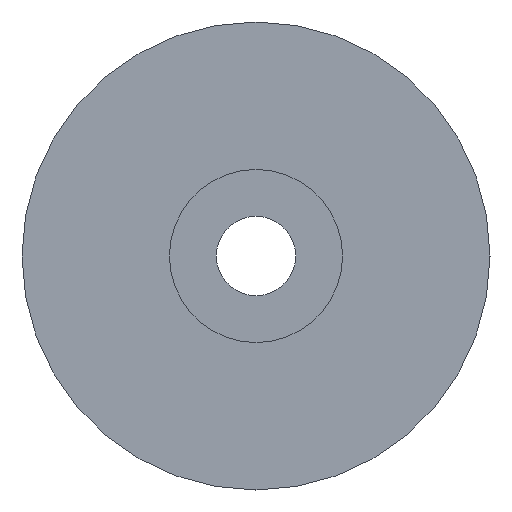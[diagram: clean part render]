
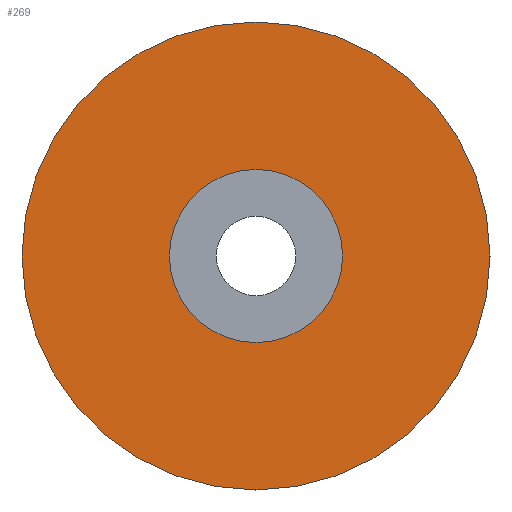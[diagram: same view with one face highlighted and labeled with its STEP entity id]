
A CAD part, left-side view. The second image highlights one B-rep face of the part: STEP entity #269.
In plain terms, the highlighted planar face has unit normal (-1, 0, 0).
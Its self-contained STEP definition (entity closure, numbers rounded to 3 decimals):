
#25 = DIRECTION ( 'NONE',  ( -1., 0., 0. ) ) ;
#59 = DIRECTION ( 'NONE',  ( -1., 0., 0. ) ) ;
#73 = ORIENTED_EDGE ( 'NONE', *, *, #90, .F. ) ;
#77 = CARTESIAN_POINT ( 'NONE',  ( 0., 7.1, 0. ) ) ;
#80 = VERTEX_POINT ( 'NONE', #236 ) ;
#90 = EDGE_CURVE ( 'NONE', #516, #119, #208, .T. ) ;
#110 = CARTESIAN_POINT ( 'NONE',  ( 0., -19.2, 0. ) ) ;
#119 = VERTEX_POINT ( 'NONE', #331 ) ;
#128 = CARTESIAN_POINT ( 'NONE',  ( 0., 0., 0. ) ) ;
#131 = EDGE_LOOP ( 'NONE', ( #633, #73 ) ) ;
#139 = AXIS2_PLACEMENT_3D ( 'NONE', #345, #150, #203 ) ;
#150 = DIRECTION ( 'NONE',  ( -1., 0., 0. ) ) ;
#189 = DIRECTION ( 'NONE',  ( -1., 0., 0. ) ) ;
#199 = DIRECTION ( 'NONE',  ( 0., -1., 0. ) ) ;
#200 = CARTESIAN_POINT ( 'NONE',  ( 0., 0., 0. ) ) ;
#203 = DIRECTION ( 'NONE',  ( 0., -1., 0. ) ) ;
#208 = CIRCLE ( 'NONE', #563, 7.1 ) ;
#209 = DIRECTION ( 'NONE',  ( 1., 0., 0. ) ) ;
#215 = AXIS2_PLACEMENT_3D ( 'NONE', #492, #209, #540 ) ;
#236 = CARTESIAN_POINT ( 'NONE',  ( 0., 19.2, 0. ) ) ;
#238 = ORIENTED_EDGE ( 'NONE', *, *, #579, .T. ) ;
#263 = EDGE_CURVE ( 'NONE', #80, #290, #506, .T. ) ;
#269 = ADVANCED_FACE ( 'NONE', ( #394, #550 ), #300, .F. ) ;
#290 = VERTEX_POINT ( 'NONE', #110 ) ;
#300 = PLANE ( 'NONE',  #215 ) ;
#331 = CARTESIAN_POINT ( 'NONE',  ( 0., -7.1, 0. ) ) ;
#345 = CARTESIAN_POINT ( 'NONE',  ( 0., 0., 0. ) ) ;
#357 = EDGE_CURVE ( 'NONE', #119, #516, #565, .T. ) ;
#394 = FACE_BOUND ( 'NONE', #131, .T. ) ;
#475 = ORIENTED_EDGE ( 'NONE', *, *, #263, .T. ) ;
#479 = AXIS2_PLACEMENT_3D ( 'NONE', #508, #59, #510 ) ;
#492 = CARTESIAN_POINT ( 'NONE',  ( 0., 7.1, 0. ) ) ;
#506 = CIRCLE ( 'NONE', #139, 19.2 ) ;
#508 = CARTESIAN_POINT ( 'NONE',  ( 0., 0., 0. ) ) ;
#510 = DIRECTION ( 'NONE',  ( 0., -1., 0. ) ) ;
#516 = VERTEX_POINT ( 'NONE', #77 ) ;
#528 = CIRCLE ( 'NONE', #531, 19.2 ) ;
#531 = AXIS2_PLACEMENT_3D ( 'NONE', #128, #25, #199 ) ;
#540 = DIRECTION ( 'NONE',  ( 0., 1., 0. ) ) ;
#550 = FACE_OUTER_BOUND ( 'NONE', #584, .T. ) ;
#563 = AXIS2_PLACEMENT_3D ( 'NONE', #200, #189, #591 ) ;
#565 = CIRCLE ( 'NONE', #479, 7.1 ) ;
#579 = EDGE_CURVE ( 'NONE', #290, #80, #528, .T. ) ;
#584 = EDGE_LOOP ( 'NONE', ( #238, #475 ) ) ;
#591 = DIRECTION ( 'NONE',  ( 0., -1., 0. ) ) ;
#633 = ORIENTED_EDGE ( 'NONE', *, *, #357, .F. ) ;
